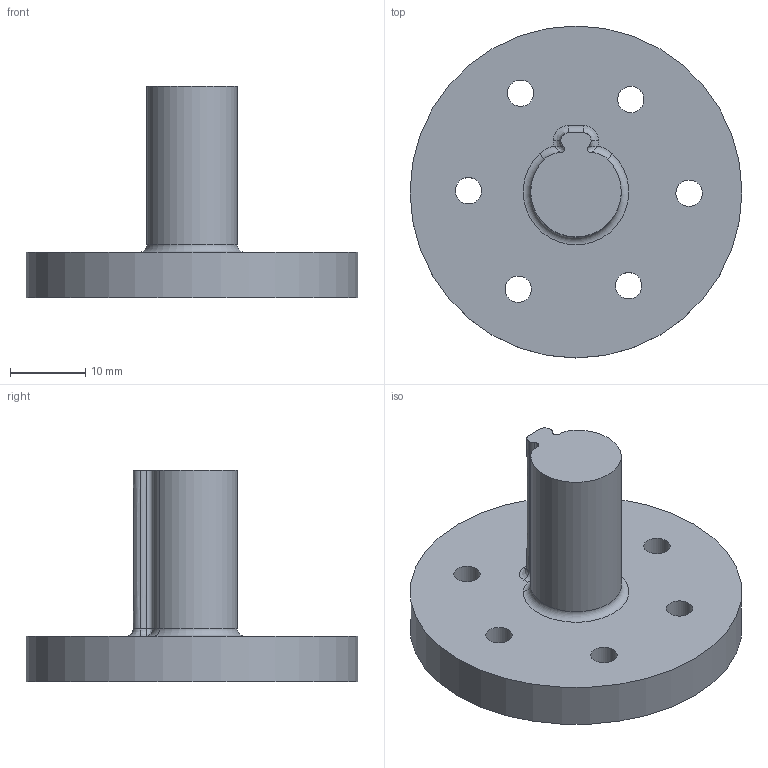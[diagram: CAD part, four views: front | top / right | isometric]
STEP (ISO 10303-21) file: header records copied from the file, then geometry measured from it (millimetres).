
FILE_DESCRIPTION(/* description */ (''),/* implementation_level */ '2;1');
FILE_NAME(/* name */ '2023.001.123 - Адаптер под тапербуш 1008х20.stp',/* time_stamp */ '2023-11-01T20:46:03+03:00',/* author */ (''),/* organization */ (''),/* preprocessor_version */ 'ST-DEVELOPER v16.7',/* originating_system */ 'SIEMENS PLM Software NX 12.0',/* authorisation */ '');
FILE_SCHEMA (('AUTOMOTIVE_DESIGN { 1 0 10303 214 3 1 1 1 }'));
Length unit declared in the file: millimetre
Products named in the file (1): 2023.001.123 - Адаптер под 
тапербуш 1008х20
Bounding box: 44 x 44 x 28 mm (x, y, z)
Volume: 11395.8 mm3; surface area: 5068.6 mm2
Topology: 1 solids, 1 shells, 30 faces, 77 edges, 48 vertices
Faces by surface type: cylinder 13, bspline 6, plane 4, extrusion 4, torus 3
Full cylindrical faces by diameter (mm): 3.5 x6, 44 x1
Entity records: 1195 total; most frequent: CARTESIAN_POINT 531, DIRECTION 125, ORIENTED_EDGE 124, EDGE_CURVE 62, AXIS2_PLACEMENT_3D 54, EDGE_LOOP 50, VERTEX_POINT 42, CIRCLE 33
